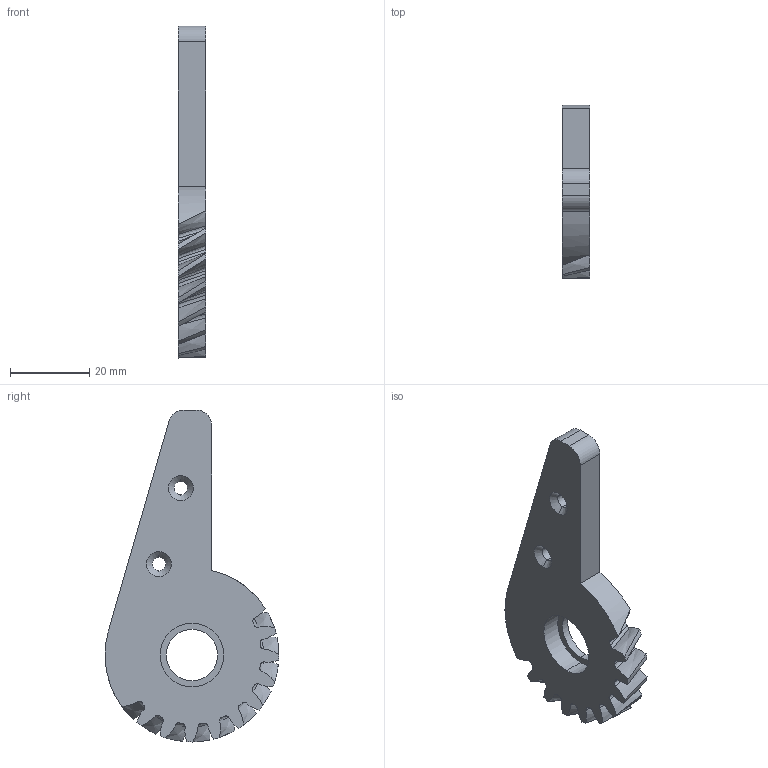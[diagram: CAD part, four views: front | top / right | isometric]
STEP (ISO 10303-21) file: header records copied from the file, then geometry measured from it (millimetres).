
FILE_DESCRIPTION (( 'STEP AP214' ), '1' );
FILE_NAME ('gripper_gear.STEP', '2025-05-27T14:01:21', ( '' ), ( '' ), 'SwSTEP 2.0', 'SolidWorks 2025', '' );
FILE_SCHEMA (( 'AUTOMOTIVE_DESIGN' ));
Length unit declared in the file: millimetre
Products named in the file (1): gripper_gear_right_bot
Bounding box: 7 x 43.99 x 84 mm (x, y, z)
Volume: 12840.4 mm3; surface area: 6263.4 mm2
Topology: 1 solids, 1 shells, 84 faces, 236 edges, 156 vertices
Faces by surface type: bspline 50, cylinder 23, plane 7, cone 4
Entity records: 5263 total; most frequent: CARTESIAN_POINT 3437, ORIENTED_EDGE 472, EDGE_CURVE 236, DIRECTION 236, VERTEX_POINT 156, B_SPLINE_CURVE_WITH_KNOTS 140, AXIS2_PLACEMENT_3D 105, EDGE_LOOP 92
